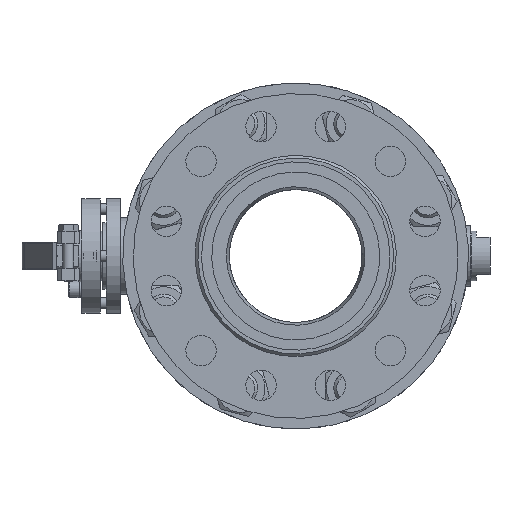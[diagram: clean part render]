
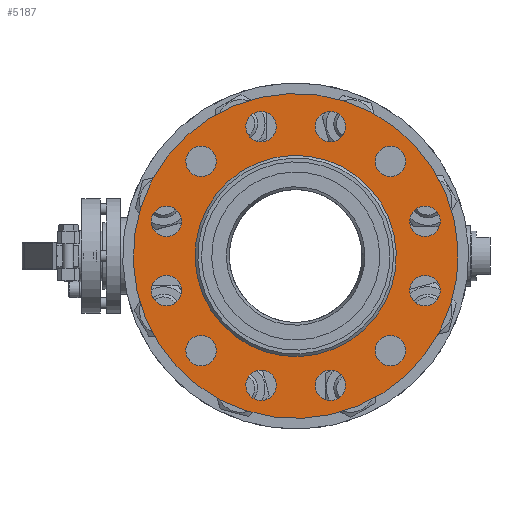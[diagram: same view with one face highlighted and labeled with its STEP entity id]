
A CAD part, left-side view. The second image highlights one B-rep face of the part: STEP entity #5187.
In plain terms, the highlighted planar face has unit normal (-1, 0, 0).
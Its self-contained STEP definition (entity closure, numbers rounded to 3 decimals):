
#5187=ADVANCED_FACE('',(#10076,#10078,#10080,#10082,#10084,#10086,#10088,#10090,
#10092,#10094,#10096,#10098,#10100,#10102),#10104,.F.);
#10076=FACE_BOUND('',#10077,.T.);
#10077=EDGE_LOOP('',(#13854));
#10078=FACE_BOUND('',#10079,.T.);
#10079=EDGE_LOOP('',(#13855));
#10080=FACE_BOUND('',#10081,.T.);
#10081=EDGE_LOOP('',(#13856));
#10082=FACE_BOUND('',#10083,.T.);
#10083=EDGE_LOOP('',(#13857));
#10084=FACE_BOUND('',#10085,.T.);
#10085=EDGE_LOOP('',(#13858));
#10086=FACE_BOUND('',#10087,.T.);
#10087=EDGE_LOOP('',(#13859));
#10088=FACE_BOUND('',#10089,.T.);
#10089=EDGE_LOOP('',(#13860));
#10090=FACE_BOUND('',#10091,.T.);
#10091=EDGE_LOOP('',(#13861));
#10092=FACE_BOUND('',#10093,.T.);
#10093=EDGE_LOOP('',(#13862));
#10094=FACE_BOUND('',#10095,.T.);
#10095=EDGE_LOOP('',(#13863));
#10096=FACE_BOUND('',#10097,.T.);
#10097=EDGE_LOOP('',(#13864));
#10098=FACE_BOUND('',#10099,.T.);
#10099=EDGE_LOOP('',(#13865));
#10100=FACE_BOUND('',#10101,.T.);
#10101=EDGE_LOOP('',(#13866));
#10102=FACE_BOUND('',#10103,.T.);
#10103=EDGE_LOOP('',(#13867));
#10104=PLANE('',#10105);
#10105=AXIS2_PLACEMENT_3D('',#10106,#10107,#10108);
#10106=CARTESIAN_POINT('',(-47.,0.,0.));
#10107=DIRECTION('',(1.,0.,0.));
#10108=DIRECTION('',(0.,-1.,0.));
#13854=ORIENTED_EDGE('',*,*,#15363,.F.);
#13855=ORIENTED_EDGE('',*,*,#15364,.T.);
#13856=ORIENTED_EDGE('',*,*,#15365,.T.);
#13857=ORIENTED_EDGE('',*,*,#15366,.T.);
#13858=ORIENTED_EDGE('',*,*,#15367,.T.);
#13859=ORIENTED_EDGE('',*,*,#15368,.T.);
#13860=ORIENTED_EDGE('',*,*,#15369,.T.);
#13861=ORIENTED_EDGE('',*,*,#15370,.T.);
#13862=ORIENTED_EDGE('',*,*,#15371,.T.);
#13863=ORIENTED_EDGE('',*,*,#15372,.T.);
#13864=ORIENTED_EDGE('',*,*,#15373,.T.);
#13865=ORIENTED_EDGE('',*,*,#15374,.T.);
#13866=ORIENTED_EDGE('',*,*,#15375,.T.);
#13867=ORIENTED_EDGE('',*,*,#15376,.F.);
#15363=EDGE_CURVE('',#16371,#16371,#16372,.T.);
#15364=EDGE_CURVE('',#16373,#16373,#16374,.F.);
#15365=EDGE_CURVE('',#16375,#16375,#16376,.F.);
#15366=EDGE_CURVE('',#16377,#16377,#16378,.F.);
#15367=EDGE_CURVE('',#16379,#16379,#16380,.F.);
#15368=EDGE_CURVE('',#16381,#16381,#16382,.F.);
#15369=EDGE_CURVE('',#16383,#16383,#16384,.F.);
#15370=EDGE_CURVE('',#16385,#16385,#16386,.F.);
#15371=EDGE_CURVE('',#16387,#16387,#16388,.F.);
#15372=EDGE_CURVE('',#16389,#16389,#16390,.F.);
#15373=EDGE_CURVE('',#16391,#16391,#16392,.F.);
#15374=EDGE_CURVE('',#16393,#16393,#16394,.F.);
#15375=EDGE_CURVE('',#16395,#16395,#16396,.F.);
#15376=EDGE_CURVE('',#16397,#16397,#16398,.T.);
#16371=VERTEX_POINT('',#19012);
#16372=CIRCLE('',#19013,176.);
#16373=VERTEX_POINT('',#19017);
#16374=CIRCLE('',#19018,16.5);
#16375=VERTEX_POINT('',#19022);
#16376=CIRCLE('',#19023,16.5);
#16377=VERTEX_POINT('',#19027);
#16378=CIRCLE('',#19028,16.5);
#16379=VERTEX_POINT('',#19032);
#16380=CIRCLE('',#19033,16.5);
#16381=VERTEX_POINT('',#19037);
#16382=CIRCLE('',#19038,16.5);
#16383=VERTEX_POINT('',#19042);
#16384=CIRCLE('',#19043,16.5);
#16385=VERTEX_POINT('',#19047);
#16386=CIRCLE('',#19048,16.5);
#16387=VERTEX_POINT('',#19052);
#16388=CIRCLE('',#19053,16.5);
#16389=VERTEX_POINT('',#19057);
#16390=CIRCLE('',#19058,16.5);
#16391=VERTEX_POINT('',#19062);
#16392=CIRCLE('',#19063,16.5);
#16393=VERTEX_POINT('',#19067);
#16394=CIRCLE('',#19068,16.5);
#16395=VERTEX_POINT('',#19072);
#16396=CIRCLE('',#19073,16.5);
#16397=VERTEX_POINT('',#19077);
#16398=CIRCLE('',#19078,109.);
#19012=CARTESIAN_POINT('',(-47.,176.,0.));
#19013=AXIS2_PLACEMENT_3D('',#19014,#19015,#19016);
#19014=CARTESIAN_POINT('',(-47.,0.,0.));
#19015=DIRECTION('',(1.,0.,0.));
#19016=DIRECTION('',(0.,1.,-0.));
#19017=CARTESIAN_POINT('',(-47.,133.963,-71.989));
#19018=AXIS2_PLACEMENT_3D('',#19019,#19020,#19021);
#19019=CARTESIAN_POINT('',(-47.,133.963,-55.489));
#19020=DIRECTION('',(-1.,-0.,-0.));
#19021=DIRECTION('',(0.,0.,-1.));
#19022=CARTESIAN_POINT('',(-47.,55.489,117.463));
#19023=AXIS2_PLACEMENT_3D('',#19024,#19025,#19026);
#19024=CARTESIAN_POINT('',(-47.,55.489,133.963));
#19025=DIRECTION('',(-1.,-0.,-0.));
#19026=DIRECTION('',(0.,0.,-1.));
#19027=CARTESIAN_POINT('',(-47.,-133.963,38.989));
#19028=AXIS2_PLACEMENT_3D('',#19029,#19030,#19031);
#19029=CARTESIAN_POINT('',(-47.,-133.963,55.489));
#19030=DIRECTION('',(-1.,-0.,-0.));
#19031=DIRECTION('',(0.,0.,-1.));
#19032=CARTESIAN_POINT('',(-47.,-115.036,-104.77));
#19033=AXIS2_PLACEMENT_3D('',#19034,#19035,#19036);
#19034=CARTESIAN_POINT('',(-47.,-115.036,-88.27));
#19035=DIRECTION('',(-1.,-0.,-0.));
#19036=DIRECTION('',(0.,0.,-1.));
#19037=CARTESIAN_POINT('',(-47.,18.926,-160.26));
#19038=AXIS2_PLACEMENT_3D('',#19039,#19040,#19041);
#19039=CARTESIAN_POINT('',(-47.,18.926,-143.76));
#19040=DIRECTION('',(-1.,-0.,-0.));
#19041=DIRECTION('',(0.,0.,-1.));
#19042=CARTESIAN_POINT('',(-47.,88.27,-131.536));
#19043=AXIS2_PLACEMENT_3D('',#19044,#19045,#19046);
#19044=CARTESIAN_POINT('',(-47.,88.27,-115.036));
#19045=DIRECTION('',(-1.,-0.,-0.));
#19046=DIRECTION('',(0.,0.,-1.));
#19047=CARTESIAN_POINT('',(-47.,143.76,2.426));
#19048=AXIS2_PLACEMENT_3D('',#19049,#19050,#19051);
#19049=CARTESIAN_POINT('',(-47.,143.76,18.926));
#19050=DIRECTION('',(-1.,-0.,-0.));
#19051=DIRECTION('',(0.,0.,-1.));
#19052=CARTESIAN_POINT('',(-47.,-18.926,127.26));
#19053=AXIS2_PLACEMENT_3D('',#19054,#19055,#19056);
#19054=CARTESIAN_POINT('',(-47.,-18.926,143.76));
#19055=DIRECTION('',(-1.,-0.,-0.));
#19056=DIRECTION('',(0.,0.,-1.));
#19057=CARTESIAN_POINT('',(-47.,-143.76,-35.426));
#19058=AXIS2_PLACEMENT_3D('',#19059,#19060,#19061);
#19059=CARTESIAN_POINT('',(-47.,-143.76,-18.926));
#19060=DIRECTION('',(-1.,-0.,-0.));
#19061=DIRECTION('',(0.,0.,-1.));
#19062=CARTESIAN_POINT('',(-47.,-55.489,-150.463));
#19063=AXIS2_PLACEMENT_3D('',#19064,#19065,#19066);
#19064=CARTESIAN_POINT('',(-47.,-55.489,-133.963));
#19065=DIRECTION('',(-1.,-0.,-0.));
#19066=DIRECTION('',(0.,0.,-1.));
#19067=CARTESIAN_POINT('',(-47.,115.036,71.77));
#19068=AXIS2_PLACEMENT_3D('',#19069,#19070,#19071);
#19069=CARTESIAN_POINT('',(-47.,115.036,88.27));
#19070=DIRECTION('',(-1.,-0.,-0.));
#19071=DIRECTION('',(0.,0.,-1.));
#19072=CARTESIAN_POINT('',(-47.,-88.27,98.536));
#19073=AXIS2_PLACEMENT_3D('',#19074,#19075,#19076);
#19074=CARTESIAN_POINT('',(-47.,-88.27,115.036));
#19075=DIRECTION('',(-1.,-0.,-0.));
#19076=DIRECTION('',(0.,0.,-1.));
#19077=CARTESIAN_POINT('',(-47.,-109.,0.));
#19078=AXIS2_PLACEMENT_3D('',#19079,#19080,#19081);
#19079=CARTESIAN_POINT('',(-47.,0.,0.));
#19080=DIRECTION('',(-1.,-0.,-0.));
#19081=DIRECTION('',(0.,-1.,0.));
